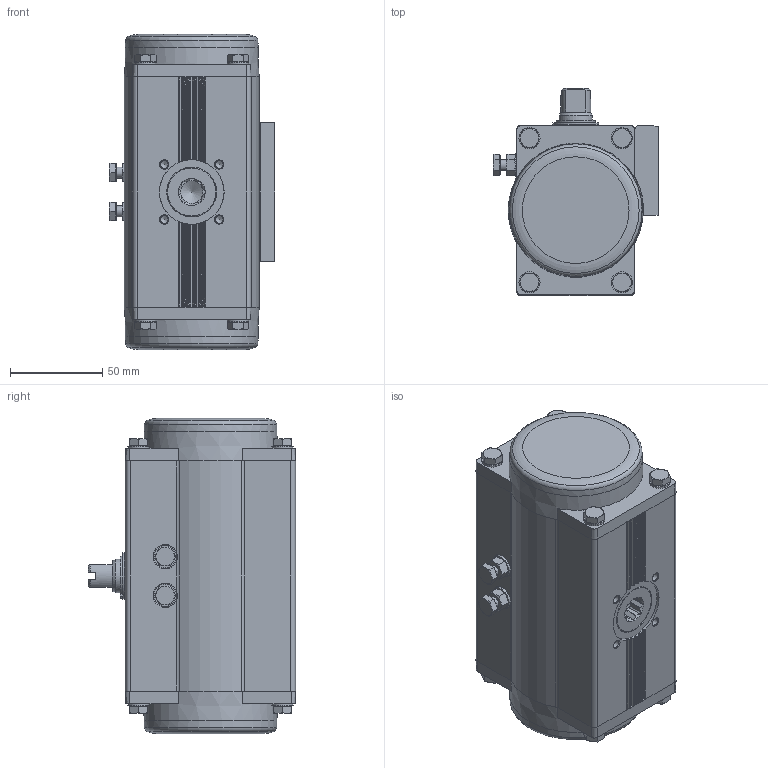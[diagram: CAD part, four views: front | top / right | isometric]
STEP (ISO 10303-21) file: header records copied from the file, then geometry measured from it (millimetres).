
FILE_DESCRIPTION(/* description */ ('STEP AP214'),/* implementation_level */ '2;1');
FILE_NAME(/* name */ '8066442_DFPD-N-40-RP-90-RS60-F04-R3-EP',/* time_stamp */ '2024-08-15T20:20:48+02:00',/* author */ ('License CC BY-ND 4.0'),/* organization */ ('CADENAS'),/* preprocessor_version */ 'ST-DEVELOPER v19.3',/* originating_system */ 'PARTsolutions',/* authorisation */ ' ');
FILE_SCHEMA (('AUTOMOTIVE_DESIGN {1 0 10303 214 3 1 1}'));
Length unit declared in the file: millimetre
Products named in the file (6): 8066442 DFPD-N-40-RP-90-RS60-F04-R3-EP---(0); 8042186 DFPD-N-40-90-RS-F04-------(housing); 8042186 DFPD-40(F04_0)---(shaft); 3637777 SCHEIBE 6.2X12X1.5-1.4301; 3639214 DFPD-40; DIN 934 - M6(F)
Assembly tree (8 placements, depth 2):
  8066442 DFPD-N-40-RP-90-RS60-F04-R3-EP---(0)
    8042186 DFPD-N-40-90-RS-F04-------(housing)
    8042186 DFPD-40(F04_0)---(shaft)
    3637777 SCHEIBE 6.2X12X1.5-1.4301  x2
    3639214 DFPD-40  x2
    DIN 934 - M6(F)  x2
Bounding box: 89.7 x 112 x 170.4 mm (x, y, z)
Volume: 1012734.1 mm3; surface area: 94589.8 mm2
Topology: 8 solids, 8 shells, 657 faces, 1546 edges, 963 vertices
Faces by surface type: plane 359, cone 138, cylinder 133, torus 25, sphere 2
Full cylindrical faces by diameter (mm): 2 x2, 4 x2, 4.134 x12, 4.917 x5, 6 x2, 6.2 x2, 8.5 x2, 9 x2, 10 x4, 11.5 x8, 12 x2, 13 x2, 15.2 x1, 18 x3, 19.5 x1, 21 x2, 25 x2, 26 x1, 26.5 x2, 27 x2, 35 x1
Entity records: 17134 total; most frequent: CARTESIAN_POINT 3506, DIRECTION 2788, ORIENTED_EDGE 2596, EDGE_CURVE 1298, AXIS2_PLACEMENT_3D 1082, VERTEX_POINT 890, FACE_BOUND 826, EDGE_LOOP 816
